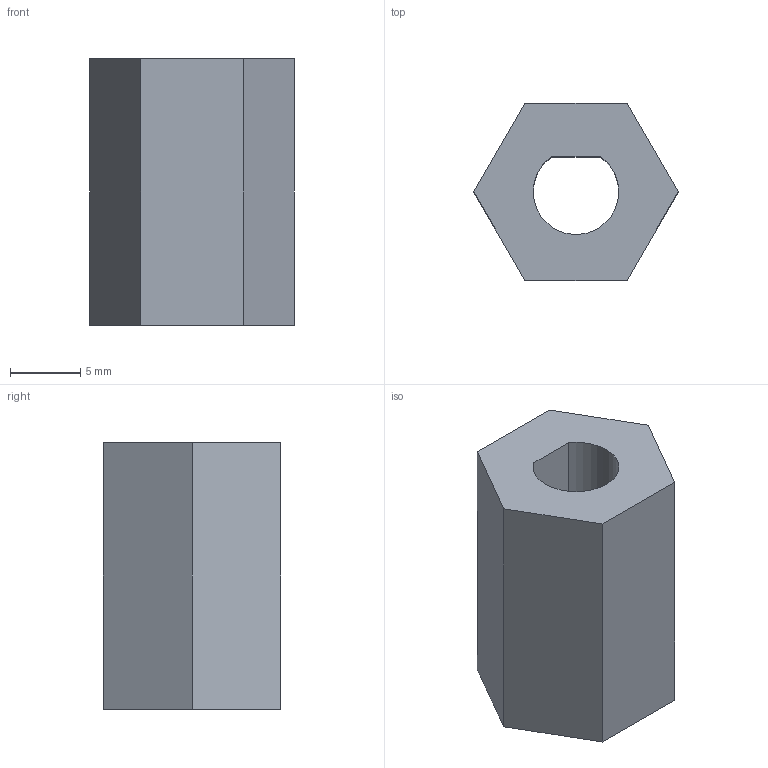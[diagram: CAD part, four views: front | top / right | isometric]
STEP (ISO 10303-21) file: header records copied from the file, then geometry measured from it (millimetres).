
FILE_DESCRIPTION (( 'STEP AP214' ), '1' );
FILE_NAME ('am-3744 500-D Shaft Adapter.STEP', '2020-05-19T18:21:07', ( '' ), ( '' ), 'SwSTEP 2.0', 'SolidWorks 2019', '' );
FILE_SCHEMA (( 'AUTOMOTIVE_DESIGN' ));
Length unit declared in the file: inch
Products named in the file (1): am-3744 500-D Shaft Adapter
Bounding box: 14.59 x 12.64 x 19.05 mm (x, y, z)
Volume: 2102.5 mm3; surface area: 1415.4 mm2
Topology: 1 solids, 1 shells, 10 faces, 24 edges, 16 vertices
Faces by surface type: plane 9, cylinder 1
Entity records: 334 total; most frequent: CARTESIAN_POINT 51, DIRECTION 48, ORIENTED_EDGE 48, EDGE_CURVE 24, VECTOR 22, LINE 22, VERTEX_POINT 16, AXIS2_PLACEMENT_3D 13
